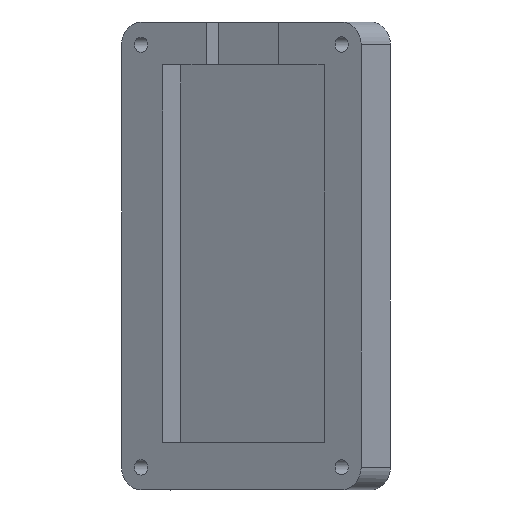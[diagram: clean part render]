
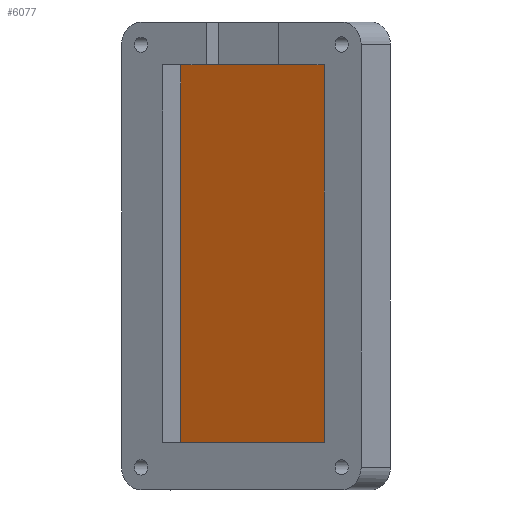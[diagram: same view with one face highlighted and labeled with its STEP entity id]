
A CAD part, top view. The second image highlights one B-rep face of the part: STEP entity #6077.
In plain terms, the highlighted planar face has unit normal (-0.5, 0, 0.866).
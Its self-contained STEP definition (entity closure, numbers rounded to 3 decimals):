
#719=FACE_OUTER_BOUND('',#1063,.T.);
#1063=EDGE_LOOP('',(#4053,#4054,#4055,#4056));
#1442=LINE('',#7446,#1952);
#1443=LINE('',#7448,#1953);
#1444=LINE('',#7450,#1954);
#1445=LINE('',#7451,#1955);
#1952=VECTOR('',#6611,10.);
#1953=VECTOR('',#6612,10.);
#1954=VECTOR('',#6613,10.);
#1955=VECTOR('',#6614,10.);
#2461=VERTEX_POINT('',#7444);
#2462=VERTEX_POINT('',#7445);
#2463=VERTEX_POINT('',#7447);
#2464=VERTEX_POINT('',#7449);
#3098=EDGE_CURVE('',#2461,#2462,#1442,.T.);
#3099=EDGE_CURVE('',#2463,#2461,#1443,.T.);
#3100=EDGE_CURVE('',#2464,#2463,#1444,.T.);
#3101=EDGE_CURVE('',#2462,#2464,#1445,.T.);
#4053=ORIENTED_EDGE('',*,*,#3098,.F.);
#4054=ORIENTED_EDGE('',*,*,#3099,.F.);
#4055=ORIENTED_EDGE('',*,*,#3100,.F.);
#4056=ORIENTED_EDGE('',*,*,#3101,.F.);
#5955=PLANE('',#6437);
#6077=ADVANCED_FACE('',(#719),#5955,.T.);
#6437=AXIS2_PLACEMENT_3D('',#7443,#6609,#6610);
#6609=DIRECTION('center_axis',(-0.5,0.,0.866));
#6610=DIRECTION('ref_axis',(0.866,0.,0.5));
#6611=DIRECTION('',(0.,1.,0.));
#6612=DIRECTION('',(-0.866,0.,-0.5));
#6613=DIRECTION('',(0.,-1.,0.));
#6614=DIRECTION('',(0.866,0.,0.5));
#7443=CARTESIAN_POINT('Origin',(-30.446,3.,21.298));
#7444=CARTESIAN_POINT('',(-48.408,-38.993,10.928));
#7445=CARTESIAN_POINT('',(-48.408,44.993,10.928));
#7446=CARTESIAN_POINT('',(-48.408,-17.996,10.928));
#7447=CARTESIAN_POINT('',(-12.484,-38.993,31.668));
#7448=CARTESIAN_POINT('',(-21.465,-38.993,26.483));
#7449=CARTESIAN_POINT('',(-12.484,44.993,31.668));
#7450=CARTESIAN_POINT('',(-12.484,23.996,31.668));
#7451=CARTESIAN_POINT('',(-39.427,44.993,16.113));
